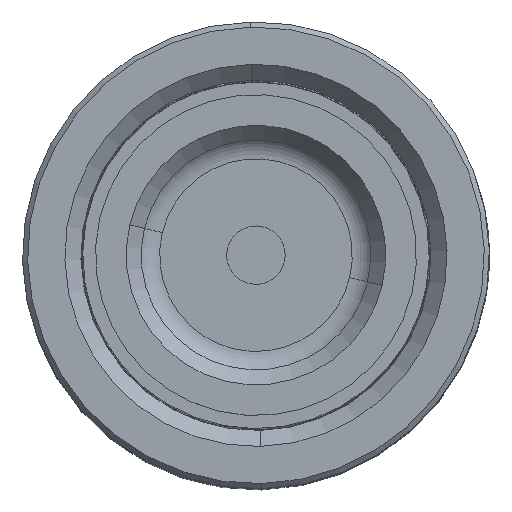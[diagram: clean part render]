
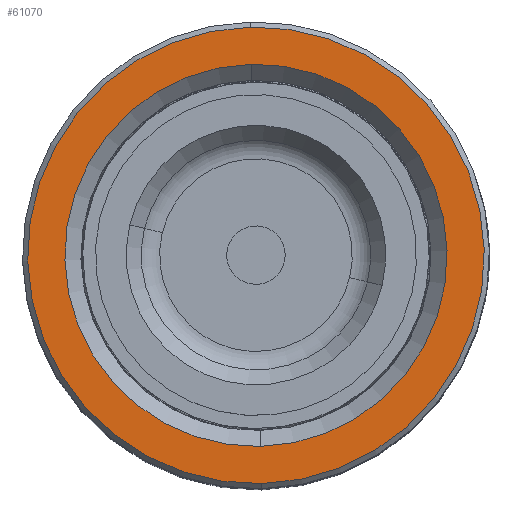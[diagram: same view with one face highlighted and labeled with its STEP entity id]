
A CAD part, top view. The second image highlights one B-rep face of the part: STEP entity #61070.
In plain terms, the highlighted planar face has unit normal (0, 0, 1).
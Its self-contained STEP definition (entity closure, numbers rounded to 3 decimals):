
#1035 = PLANE ( 'NONE',  #51548 ) ;
#1338 = AXIS2_PLACEMENT_3D ( 'NONE', #12359, #46172, #36549 ) ;
#2354 = CARTESIAN_POINT ( 'NONE',  ( 0., 0., 100. ) ) ;
#2457 = DIRECTION ( 'NONE',  ( 0., 0., 1. ) ) ;
#3786 = CIRCLE ( 'NONE', #5000, 26.2 ) ;
#5000 = AXIS2_PLACEMENT_3D ( 'NONE', #34009, #57734, #29280 ) ;
#6061 = CARTESIAN_POINT ( 'NONE',  ( 26.2, 0., 100. ) ) ;
#6699 = VERTEX_POINT ( 'NONE', #6061 ) ;
#7235 = DIRECTION ( 'NONE',  ( 1., 0., 0. ) ) ;
#7541 = DIRECTION ( 'NONE',  ( 1., 0., 0. ) ) ;
#11173 = AXIS2_PLACEMENT_3D ( 'NONE', #25479, #39137, #34957 ) ;
#12359 = CARTESIAN_POINT ( 'NONE',  ( 0., 0., 100. ) ) ;
#12728 = FACE_OUTER_BOUND ( 'NONE', #23773, .T. ) ;
#14675 = EDGE_CURVE ( 'NONE', #57491, #37980, #18977, .T. ) ;
#18977 = CIRCLE ( 'NONE', #1338, 31.3 ) ;
#23773 = EDGE_LOOP ( 'NONE', ( #59901, #51114 ) ) ;
#25479 = CARTESIAN_POINT ( 'NONE',  ( 0., 0., 100. ) ) ;
#26161 = CARTESIAN_POINT ( 'NONE',  ( -31.3, 0., 100. ) ) ;
#29280 = DIRECTION ( 'NONE',  ( 1., 0., 0. ) ) ;
#33873 = CIRCLE ( 'NONE', #11173, 31.3 ) ;
#34009 = CARTESIAN_POINT ( 'NONE',  ( 0., 0., 100. ) ) ;
#34957 = DIRECTION ( 'NONE',  ( 1., 0., 0. ) ) ;
#35113 = EDGE_CURVE ( 'NONE', #6699, #35229, #46111, .T. ) ;
#35229 = VERTEX_POINT ( 'NONE', #49899 ) ;
#35924 = DIRECTION ( 'NONE',  ( 0., 0., -1. ) ) ;
#36549 = DIRECTION ( 'NONE',  ( 1., 0., 0. ) ) ;
#37914 = EDGE_CURVE ( 'NONE', #35229, #6699, #3786, .T. ) ;
#37980 = VERTEX_POINT ( 'NONE', #26161 ) ;
#39137 = DIRECTION ( 'NONE',  ( 0., 0., 1. ) ) ;
#44673 = AXIS2_PLACEMENT_3D ( 'NONE', #2354, #35924, #7541 ) ;
#46111 = CIRCLE ( 'NONE', #44673, 26.2 ) ;
#46172 = DIRECTION ( 'NONE',  ( 0., 0., 1. ) ) ;
#46679 = CARTESIAN_POINT ( 'NONE',  ( 31.3, 0., 100. ) ) ;
#48488 = EDGE_LOOP ( 'NONE', ( #49457, #48552 ) ) ;
#48552 = ORIENTED_EDGE ( 'NONE', *, *, #37914, .T. ) ;
#49457 = ORIENTED_EDGE ( 'NONE', *, *, #35113, .T. ) ;
#49899 = CARTESIAN_POINT ( 'NONE',  ( -26.2, 0., 100. ) ) ;
#50088 = EDGE_CURVE ( 'NONE', #37980, #57491, #33873, .T. ) ;
#51114 = ORIENTED_EDGE ( 'NONE', *, *, #14675, .T. ) ;
#51548 = AXIS2_PLACEMENT_3D ( 'NONE', #58140, #2457, #7235 ) ;
#55807 = FACE_BOUND ( 'NONE', #48488, .T. ) ;
#57491 = VERTEX_POINT ( 'NONE', #46679 ) ;
#57734 = DIRECTION ( 'NONE',  ( 0., 0., -1. ) ) ;
#58140 = CARTESIAN_POINT ( 'NONE',  ( 0., 0., 100. ) ) ;
#59901 = ORIENTED_EDGE ( 'NONE', *, *, #50088, .T. ) ;
#61070 = ADVANCED_FACE ( 'NONE', ( #12728, #55807 ), #1035, .T. ) ;
